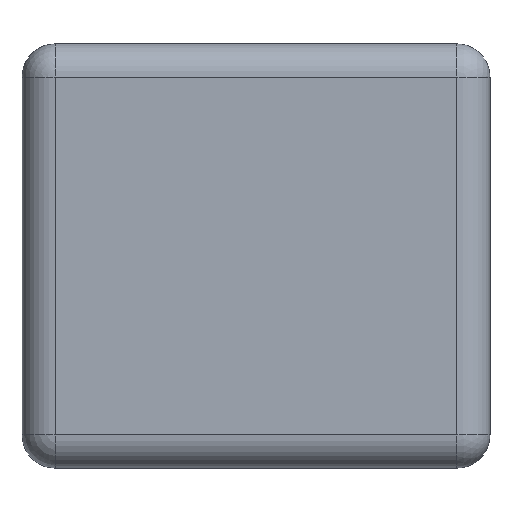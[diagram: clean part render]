
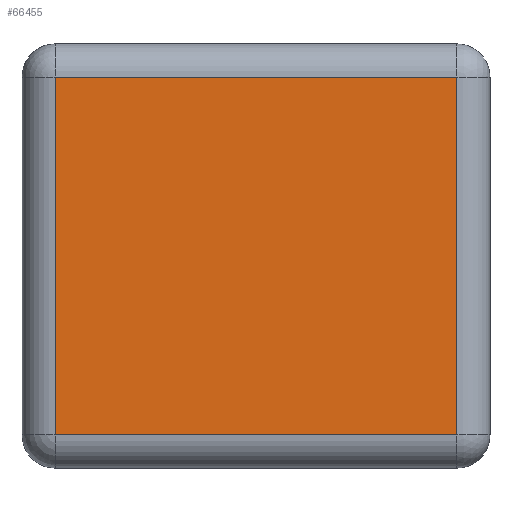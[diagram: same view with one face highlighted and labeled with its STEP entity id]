
A CAD part, front view. The second image highlights one B-rep face of the part: STEP entity #66455.
In plain terms, the highlighted planar face has unit normal (0, -1, 0).
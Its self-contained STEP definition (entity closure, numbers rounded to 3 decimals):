
#1828 = VECTOR ( 'NONE', #57623, 1000. ) ;
#4455 = LINE ( 'NONE', #33899, #1828 ) ;
#9815 = VECTOR ( 'NONE', #32924, 1000. ) ;
#10327 = EDGE_CURVE ( 'NONE', #41655, #47013, #15083, .T. ) ;
#11542 = ORIENTED_EDGE ( 'NONE', *, *, #17494, .T. ) ;
#11893 = CARTESIAN_POINT ( 'NONE',  ( -483.161, -264.26, 430.535 ) ) ;
#15083 = LINE ( 'NONE', #38750, #9815 ) ;
#16110 = CARTESIAN_POINT ( 'NONE',  ( -483.161, -264.26, -430.535 ) ) ;
#17494 = EDGE_CURVE ( 'NONE', #30874, #22994, #4455, .T. ) ;
#18964 = LINE ( 'NONE', #42639, #53736 ) ;
#18968 = AXIS2_PLACEMENT_3D ( 'NONE', #57638, #69653, #62714 ) ;
#20477 = ORIENTED_EDGE ( 'NONE', *, *, #31697, .T. ) ;
#22994 = VERTEX_POINT ( 'NONE', #16110 ) ;
#25425 = CARTESIAN_POINT ( 'NONE',  ( 483.161, -264.26, 430.535 ) ) ;
#29645 = EDGE_CURVE ( 'NONE', #22994, #41655, #18964, .T. ) ;
#30874 = VERTEX_POINT ( 'NONE', #11893 ) ;
#31697 = EDGE_CURVE ( 'NONE', #47013, #30874, #53041, .T. ) ;
#32924 = DIRECTION ( 'NONE',  ( 0., 0., 1. ) ) ;
#33899 = CARTESIAN_POINT ( 'NONE',  ( -483.161, -264.26, 0. ) ) ;
#38750 = CARTESIAN_POINT ( 'NONE',  ( 483.161, -264.26, 0. ) ) ;
#40445 = EDGE_LOOP ( 'NONE', ( #41944, #61250, #20477, #11542 ) ) ;
#41655 = VERTEX_POINT ( 'NONE', #47408 ) ;
#41944 = ORIENTED_EDGE ( 'NONE', *, *, #29645, .T. ) ;
#42639 = CARTESIAN_POINT ( 'NONE',  ( 0., -264.26, -430.535 ) ) ;
#44812 = FACE_OUTER_BOUND ( 'NONE', #40445, .T. ) ;
#47013 = VERTEX_POINT ( 'NONE', #25425 ) ;
#47408 = CARTESIAN_POINT ( 'NONE',  ( 483.161, -264.26, -430.535 ) ) ;
#50410 = DIRECTION ( 'NONE',  ( 1., 0., 0. ) ) ;
#53041 = LINE ( 'NONE', #60404, #72570 ) ;
#53736 = VECTOR ( 'NONE', #50410, 1000. ) ;
#56887 = PLANE ( 'NONE',  #18968 ) ;
#57623 = DIRECTION ( 'NONE',  ( 0., 0., -1. ) ) ;
#57638 = CARTESIAN_POINT ( 'NONE',  ( 0., -264.26, 0. ) ) ;
#60404 = CARTESIAN_POINT ( 'NONE',  ( 0., -264.26, 430.535 ) ) ;
#61250 = ORIENTED_EDGE ( 'NONE', *, *, #10327, .T. ) ;
#62714 = DIRECTION ( 'NONE',  ( 0., 0., -1. ) ) ;
#66455 = ADVANCED_FACE ( 'NONE', ( #44812 ), #56887, .T. ) ;
#69653 = DIRECTION ( 'NONE',  ( 0., -1., 0. ) ) ;
#72570 = VECTOR ( 'NONE', #76668, 1000. ) ;
#76668 = DIRECTION ( 'NONE',  ( -1., 0., 0. ) ) ;
